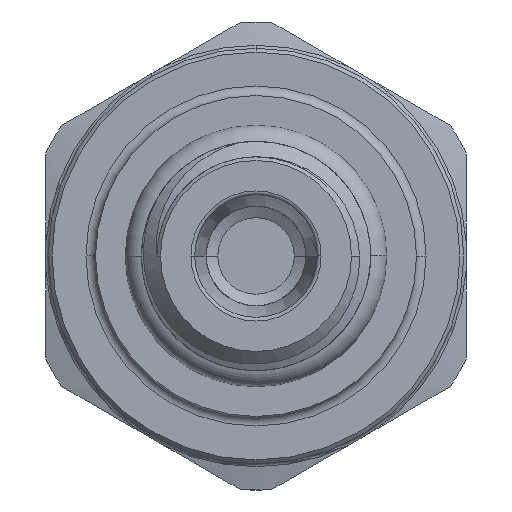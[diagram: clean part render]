
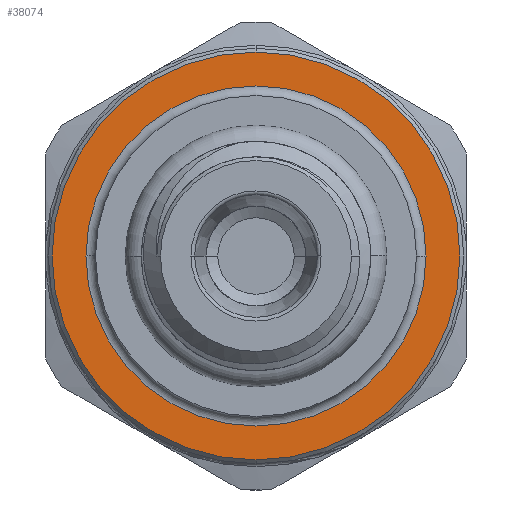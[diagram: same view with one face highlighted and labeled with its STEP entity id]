
A CAD part, front view. The second image highlights one B-rep face of the part: STEP entity #38074.
In plain terms, the highlighted planar face has unit normal (0, -1, 0).
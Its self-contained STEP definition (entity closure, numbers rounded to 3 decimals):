
#14390=CARTESIAN_POINT('',(0.,-2.9,0.));
#14391=DIRECTION('',(0.,-1.,0.));
#14392=DIRECTION('',(0.,0.,1.));
#14393=AXIS2_PLACEMENT_3D('',#14390,#14391,#14392);
#14395=CARTESIAN_POINT('',(0.,-2.9,0.));
#14396=DIRECTION('',(0.,-1.,0.));
#14397=DIRECTION('',(0.,0.,-1.));
#14398=AXIS2_PLACEMENT_3D('',#14395,#14396,#14397);
#14400=CARTESIAN_POINT('',(0.,-2.9,0.));
#14401=DIRECTION('',(0.,-1.,0.));
#14402=DIRECTION('',(-1.,0.,0.));
#14403=AXIS2_PLACEMENT_3D('',#14400,#14401,#14402);
#14405=CARTESIAN_POINT('',(0.,-2.9,0.));
#14406=DIRECTION('',(0.,-1.,0.));
#14407=DIRECTION('',(1.,0.,0.));
#14408=AXIS2_PLACEMENT_3D('',#14405,#14406,#14407);
#20106=CARTESIAN_POINT('',(0.,-2.9,10.675));
#20107=CARTESIAN_POINT('',(0.,-2.9,-10.675));
#20108=VERTEX_POINT('',#20106);
#20109=VERTEX_POINT('',#20107);
#20146=CARTESIAN_POINT('',(-8.9,-2.9,0.));
#20147=CARTESIAN_POINT('',(8.9,-2.9,0.));
#20148=VERTEX_POINT('',#20146);
#20149=VERTEX_POINT('',#20147);
#38058=CARTESIAN_POINT('',(0.,-2.9,0.));
#38059=DIRECTION('',(0.,-1.,0.));
#38060=DIRECTION('',(0.,0.,-1.));
#38061=AXIS2_PLACEMENT_3D('',#38058,#38059,#38060);
#38062=PLANE('',#38061);
#38064=ORIENTED_EDGE('',*,*,#38063,.F.);
#38065=ORIENTED_EDGE('',*,*,#38048,.F.);
#38066=EDGE_LOOP('',(#38064,#38065));
#38067=FACE_OUTER_BOUND('',#38066,.F.);
#38069=ORIENTED_EDGE('',*,*,#38068,.T.);
#38071=ORIENTED_EDGE('',*,*,#38070,.T.);
#38072=EDGE_LOOP('',(#38069,#38071));
#38073=FACE_BOUND('',#38072,.F.);
#38074=ADVANCED_FACE('',(#38067,#38073),#38062,.T.);
#14394=CIRCLE('',#14393,10.675);
#14399=CIRCLE('',#14398,10.675);
#14404=CIRCLE('',#14403,8.9);
#14409=CIRCLE('',#14408,8.9);
#38048=EDGE_CURVE('',#20109,#20108,#14399,.T.);
#38063=EDGE_CURVE('',#20108,#20109,#14394,.T.);
#38068=EDGE_CURVE('',#20148,#20149,#14404,.T.);
#38070=EDGE_CURVE('',#20149,#20148,#14409,.T.);
